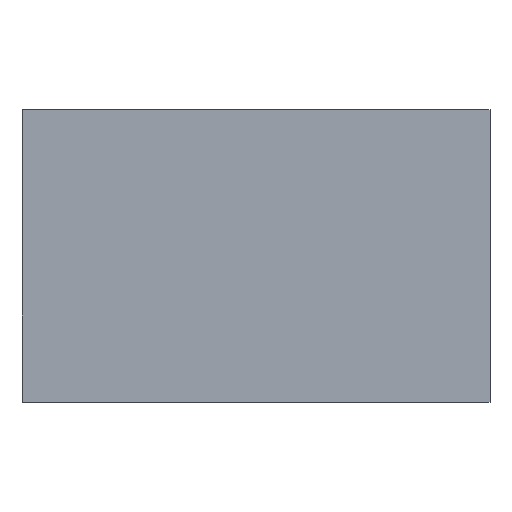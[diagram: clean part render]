
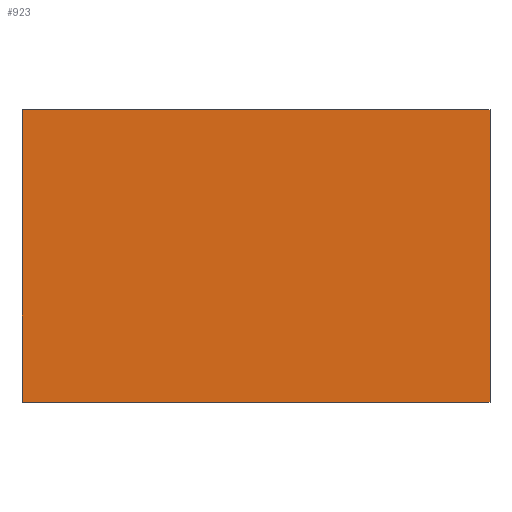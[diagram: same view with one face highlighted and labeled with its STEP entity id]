
A CAD part, top view. The second image highlights one B-rep face of the part: STEP entity #923.
In plain terms, the highlighted planar face has unit normal (0, 0, 1).
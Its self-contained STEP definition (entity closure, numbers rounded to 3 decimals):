
#81=FACE_OUTER_BOUND('',#129,.T.);
#129=EDGE_LOOP('',(#798,#799,#800,#801));
#254=LINE('',#1599,#359);
#256=LINE('',#1603,#361);
#259=LINE('',#1608,#364);
#262=LINE('',#1612,#367);
#359=VECTOR('',#1141,10.);
#361=VECTOR('',#1145,10.);
#364=VECTOR('',#1150,10.);
#367=VECTOR('',#1155,10.);
#450=VERTEX_POINT('',#1596);
#451=VERTEX_POINT('',#1598);
#452=VERTEX_POINT('',#1602);
#453=VERTEX_POINT('',#1607);
#574=EDGE_CURVE('',#450,#451,#254,.T.);
#576=EDGE_CURVE('',#451,#452,#256,.T.);
#579=EDGE_CURVE('',#452,#453,#259,.T.);
#582=EDGE_CURVE('',#453,#450,#262,.T.);
#798=ORIENTED_EDGE('',*,*,#574,.F.);
#799=ORIENTED_EDGE('',*,*,#582,.F.);
#800=ORIENTED_EDGE('',*,*,#579,.F.);
#801=ORIENTED_EDGE('',*,*,#576,.F.);
#875=PLANE('',#979);
#923=ADVANCED_FACE('',(#81),#875,.T.);
#979=AXIS2_PLACEMENT_3D('',#1613,#1156,#1157);
#1141=DIRECTION('',(0.,-1.,0.));
#1145=DIRECTION('',(-1.,0.,0.));
#1150=DIRECTION('',(0.,1.,0.));
#1155=DIRECTION('',(1.,0.,0.));
#1156=DIRECTION('center_axis',(0.,0.,1.));
#1157=DIRECTION('ref_axis',(1.,0.,0.));
#1596=CARTESIAN_POINT('',(1.,0.625,0.5));
#1598=CARTESIAN_POINT('',(1.,-0.625,0.5));
#1599=CARTESIAN_POINT('',(1.,0.625,0.5));
#1602=CARTESIAN_POINT('',(-1.,-0.625,0.5));
#1603=CARTESIAN_POINT('',(1.,-0.625,0.5));
#1607=CARTESIAN_POINT('',(-1.,0.625,0.5));
#1608=CARTESIAN_POINT('',(-1.,-0.625,0.5));
#1612=CARTESIAN_POINT('',(-1.,0.625,0.5));
#1613=CARTESIAN_POINT('Origin',(0.,0.,0.5));
